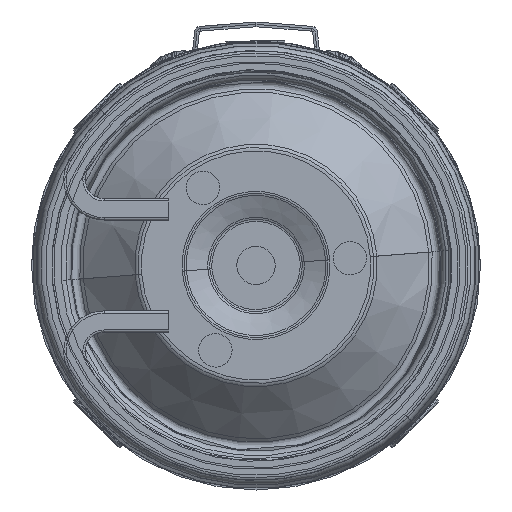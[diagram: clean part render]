
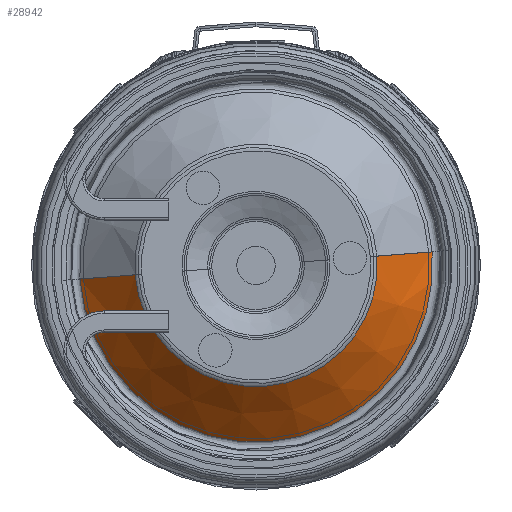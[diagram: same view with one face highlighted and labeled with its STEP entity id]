
A CAD part, front view. The second image highlights one B-rep face of the part: STEP entity #28942.
In plain terms, the highlighted conical face has half-angle 46.546 degrees and reference radius 25.375 mm.
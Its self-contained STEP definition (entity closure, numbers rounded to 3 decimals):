
#2632 = VECTOR ( 'NONE', #35850, 1000. ) ;
#2701 = CARTESIAN_POINT ( 'NONE',  ( 0., 0.548, 25.376 ) ) ;
#3664 = AXIS2_PLACEMENT_3D ( 'NONE', #41412, #9155, #34076 ) ;
#3974 = CARTESIAN_POINT ( 'NONE',  ( 0., 11.526, 36.962 ) ) ;
#4208 = VERTEX_POINT ( 'NONE', #25057 ) ;
#4638 = CARTESIAN_POINT ( 'NONE',  ( 0., 11.526, -36.962 ) ) ;
#5413 = DIRECTION ( 'NONE',  ( 0., 1., 0. ) ) ;
#6623 = EDGE_CURVE ( 'NONE', #14609, #39398, #39381, .T. ) ;
#6791 = VECTOR ( 'NONE', #14034, 1000. ) ;
#9155 = DIRECTION ( 'NONE',  ( 0., 1., 0. ) ) ;
#10112 = CARTESIAN_POINT ( 'NONE',  ( 0., 0.548, -25.376 ) ) ;
#11248 = CIRCLE ( 'NONE', #38003, 36.962 ) ;
#11682 = CARTESIAN_POINT ( 'NONE',  ( 0., 11.526, 0. ) ) ;
#12180 = CIRCLE ( 'NONE', #38932, 25.376 ) ;
#13460 = LINE ( 'NONE', #10112, #2632 ) ;
#14034 = DIRECTION ( 'NONE',  ( 0., 0.688, 0.726 ) ) ;
#14609 = VERTEX_POINT ( 'NONE', #2701 ) ;
#14916 = DIRECTION ( 'NONE',  ( 0., 0., 1. ) ) ;
#16307 = ORIENTED_EDGE ( 'NONE', *, *, #32616, .F. ) ;
#16482 = ORIENTED_EDGE ( 'NONE', *, *, #20631, .F. ) ;
#17395 = VERTEX_POINT ( 'NONE', #4638 ) ;
#20631 = EDGE_CURVE ( 'NONE', #4208, #17395, #13460, .T. ) ;
#22721 = DIRECTION ( 'NONE',  ( 0., 0., 1. ) ) ;
#23764 = ORIENTED_EDGE ( 'NONE', *, *, #25264, .T. ) ;
#25057 = CARTESIAN_POINT ( 'NONE',  ( 0., 0.548, -25.376 ) ) ;
#25264 = EDGE_CURVE ( 'NONE', #4208, #14609, #12180, .T. ) ;
#25305 = EDGE_LOOP ( 'NONE', ( #16482, #23764, #40673, #16307 ) ) ;
#26395 = CONICAL_SURFACE ( 'NONE', #3664, 25.376, 0.812 ) ;
#27042 = CARTESIAN_POINT ( 'NONE',  ( 0., 0.548, 0. ) ) ;
#28570 = CARTESIAN_POINT ( 'NONE',  ( 0., 0.548, 25.376 ) ) ;
#28942 = ADVANCED_FACE ( 'NONE', ( #37402 ), #26395, .T. ) ;
#32616 = EDGE_CURVE ( 'NONE', #17395, #39398, #11248, .T. ) ;
#34076 = DIRECTION ( 'NONE',  ( 0., 0., 1. ) ) ;
#35850 = DIRECTION ( 'NONE',  ( 0., 0.688, -0.726 ) ) ;
#37402 = FACE_OUTER_BOUND ( 'NONE', #25305, .T. ) ;
#38003 = AXIS2_PLACEMENT_3D ( 'NONE', #11682, #5413, #22721 ) ;
#38932 = AXIS2_PLACEMENT_3D ( 'NONE', #27042, #39836, #14916 ) ;
#39381 = LINE ( 'NONE', #28570, #6791 ) ;
#39398 = VERTEX_POINT ( 'NONE', #3974 ) ;
#39836 = DIRECTION ( 'NONE',  ( 0., 1., 0. ) ) ;
#40673 = ORIENTED_EDGE ( 'NONE', *, *, #6623, .T. ) ;
#41412 = CARTESIAN_POINT ( 'NONE',  ( 0., 0.548, 0. ) ) ;
